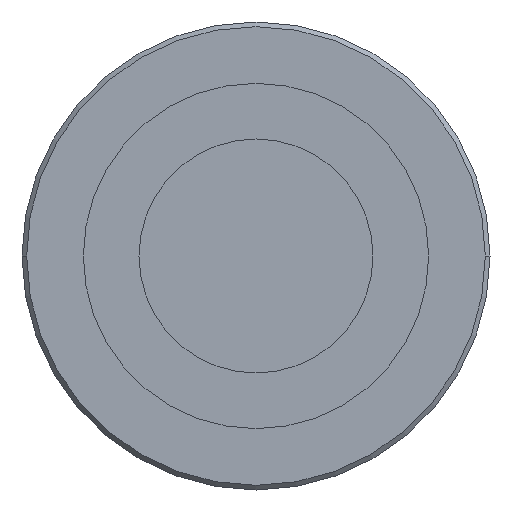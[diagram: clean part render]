
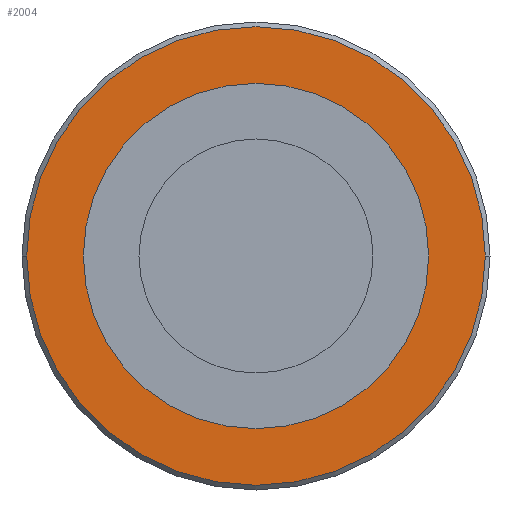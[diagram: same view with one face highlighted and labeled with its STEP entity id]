
A CAD part, front view. The second image highlights one B-rep face of the part: STEP entity #2004.
In plain terms, the highlighted planar face has unit normal (0, -1, 0).
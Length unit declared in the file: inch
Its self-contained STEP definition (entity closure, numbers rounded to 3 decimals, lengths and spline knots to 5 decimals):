
#154=CARTESIAN_POINT('',(0.,0.125,0.));
#155=DIRECTION('',(0.,1.,0.));
#156=DIRECTION('',(1.,0.,0.));
#157=AXIS2_PLACEMENT_3D('',#154,#155,#156);
#162=CARTESIAN_POINT('',(0.,0.125,0.));
#163=DIRECTION('',(0.,1.,0.));
#164=DIRECTION('',(-1.,0.,0.));
#165=AXIS2_PLACEMENT_3D('',#162,#163,#164);
#170=CARTESIAN_POINT('',(0.,0.125,0.));
#171=DIRECTION('',(0.,1.,0.));
#172=DIRECTION('',(1.,0.,0.));
#173=AXIS2_PLACEMENT_3D('',#170,#171,#172);
#200=CARTESIAN_POINT('',(0.,0.125,0.));
#201=DIRECTION('',(0.,1.,0.));
#202=DIRECTION('',(-1.,0.,0.));
#203=AXIS2_PLACEMENT_3D('',#200,#201,#202);
#1739=CARTESIAN_POINT('',(0.369,0.125,0.));
#1740=CARTESIAN_POINT('',(-0.369,0.125,0.));
#1741=VERTEX_POINT('',#1739);
#1742=VERTEX_POINT('',#1740);
#1887=CARTESIAN_POINT('',(-0.49,0.125,0.));
#1888=CARTESIAN_POINT('',(0.49,0.125,0.));
#1889=VERTEX_POINT('',#1887);
#1890=VERTEX_POINT('',#1888);
#1988=CARTESIAN_POINT('',(0.,0.125,0.));
#1989=DIRECTION('',(0.,1.,0.));
#1990=DIRECTION('',(1.,0.,0.));
#1991=AXIS2_PLACEMENT_3D('',#1988,#1989,#1990);
#1992=PLANE('',#1991);
#1994=ORIENTED_EDGE('',*,*,#1993,.T.);
#1996=ORIENTED_EDGE('',*,*,#1995,.T.);
#1997=EDGE_LOOP('',(#1994,#1996));
#1998=FACE_OUTER_BOUND('',#1997,.F.);
#1999=ORIENTED_EDGE('',*,*,#1978,.F.);
#2001=ORIENTED_EDGE('',*,*,#2000,.F.);
#2002=EDGE_LOOP('',(#1999,#2001));
#2003=FACE_BOUND('',#2002,.F.);
#2004=ADVANCED_FACE('',(#1998,#2003),#1992,.F.);
#158=CIRCLE('',#157,0.369);
#166=CIRCLE('',#165,0.369);
#174=CIRCLE('',#173,0.49);
#204=CIRCLE('',#203,0.49);
#1978=EDGE_CURVE('',#1741,#1742,#158,.T.);
#1993=EDGE_CURVE('',#1890,#1889,#174,.T.);
#1995=EDGE_CURVE('',#1889,#1890,#204,.T.);
#2000=EDGE_CURVE('',#1742,#1741,#166,.T.);
